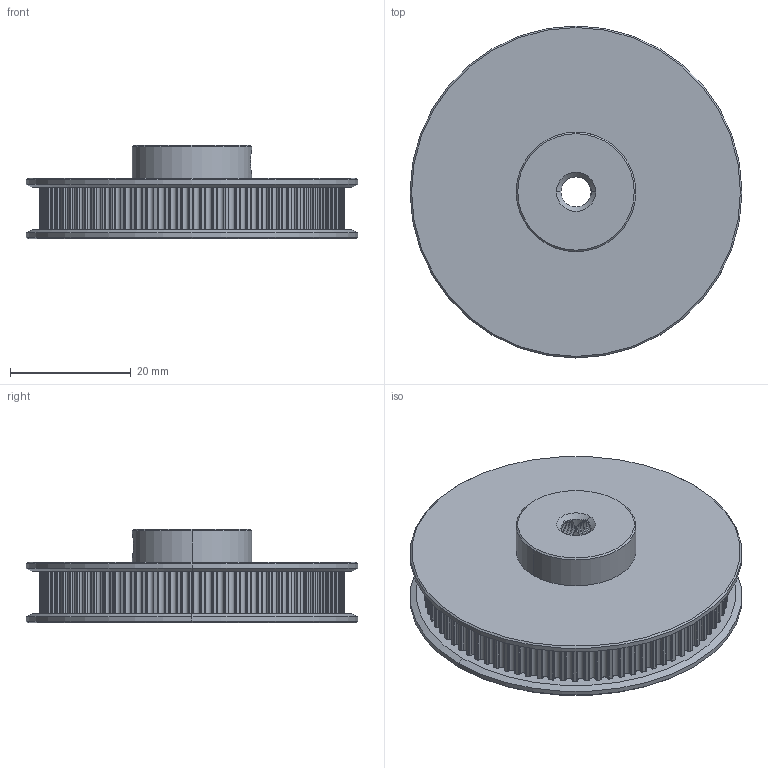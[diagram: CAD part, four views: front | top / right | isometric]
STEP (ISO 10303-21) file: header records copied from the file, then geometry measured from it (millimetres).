
FILE_DESCRIPTION (( 'STEP AP214' ), '1' );
FILE_NAME ('GT2_80T_5mm_Bore_Pulley_Voron.STEP', '2023-09-19T00:00:33', ( '' ), ( '' ), 'SwSTEP 2.0', 'SolidWorks 2023', '' );
FILE_SCHEMA (( 'AUTOMOTIVE_DESIGN' ));
Length unit declared in the file: millimetre
Products named in the file (1): GT2_80T_5mm_Bore_Pulley_Voron
Bounding box: 55 x 55 x 15.5 mm (x, y, z)
Volume: 21805.1 mm3; surface area: 8329.4 mm2
Topology: 1 solids, 1 shells, 646 faces, 1911 edges, 1268 vertices
Faces by surface type: cylinder 614, cone 14, plane 9, bspline 9
Entity records: 29103 total; most frequent: CARTESIAN_POINT 11060, DIRECTION 4199, ORIENTED_EDGE 3822, EDGE_CURVE 1911, AXIS2_PLACEMENT_3D 1784, VERTEX_POINT 1268, CIRCLE 1146, EDGE_LOOP 653
